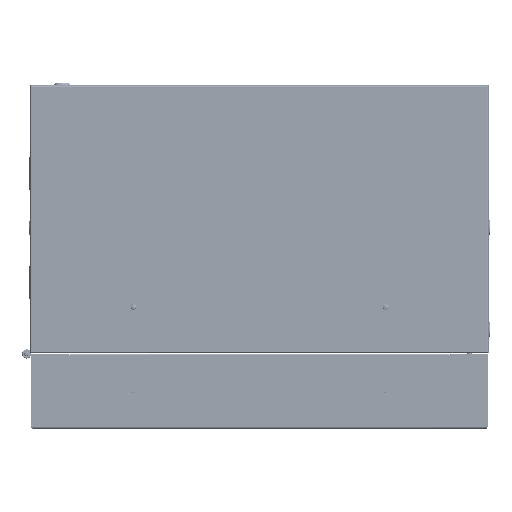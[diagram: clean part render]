
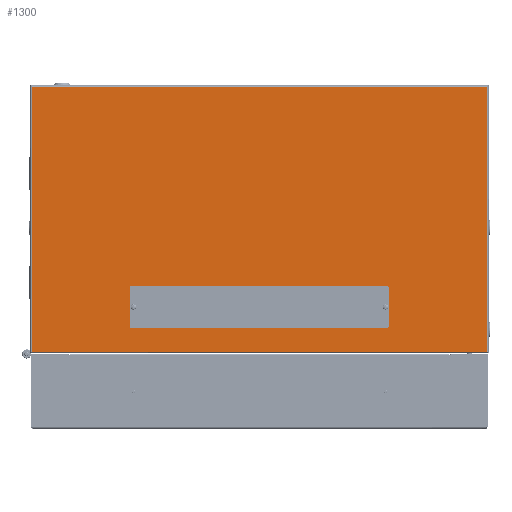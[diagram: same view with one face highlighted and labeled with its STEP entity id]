
A CAD part, front view. The second image highlights one B-rep face of the part: STEP entity #1300.
In plain terms, the highlighted face is planar.
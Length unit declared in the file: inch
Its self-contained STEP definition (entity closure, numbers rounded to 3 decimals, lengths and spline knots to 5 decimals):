
#1300 = ADVANCED_FACE ( 'NONE', ( #29674, #73311, #46745, #76787 ), #109029, .T. ) ;
#1304 = ORIENTED_EDGE ( 'NONE', *, *, #77394, .T. ) ;
#1344 = AXIS2_PLACEMENT_3D ( 'NONE', #69124, #136463, #82686 ) ;
#3162 = CARTESIAN_POINT ( 'NONE',  ( 6.29921, 7.28346, 0. ) ) ;
#5048 = ORIENTED_EDGE ( 'NONE', *, *, #128527, .T. ) ;
#6510 = LINE ( 'NONE', #30798, #48040 ) ;
#8822 = CARTESIAN_POINT ( 'NONE',  ( -11.76378, 7.28346, 3.46457 ) ) ;
#9017 = LINE ( 'NONE', #63379, #51853 ) ;
#9696 = DIRECTION ( 'NONE',  ( 0., 0., 1. ) ) ;
#9812 = LINE ( 'NONE', #53456, #123788 ) ;
#9968 = CIRCLE ( 'NONE', #46564, 0.19685 ) ;
#10823 = DIRECTION ( 'NONE',  ( 0., 0., 1. ) ) ;
#11397 = AXIS2_PLACEMENT_3D ( 'NONE', #129887, #74719, #118421 ) ;
#12659 = AXIS2_PLACEMENT_3D ( 'NONE', #110426, #46031, #65343 ) ;
#16815 = EDGE_CURVE ( 'NONE', #120604, #17324, #132539, .T. ) ;
#17324 = VERTEX_POINT ( 'NONE', #18773 ) ;
#17993 = VECTOR ( 'NONE', #120563, 39.37008 ) ;
#18773 = CARTESIAN_POINT ( 'NONE',  ( -6.29921, 7.28346, 3.26772 ) ) ;
#19184 = CIRCLE ( 'NONE', #60325, 0.19685 ) ;
#20123 = ORIENTED_EDGE ( 'NONE', *, *, #128064, .T. ) ;
#22254 = CARTESIAN_POINT ( 'NONE',  ( 6.49606, 7.28346, 2.3622 ) ) ;
#25571 = CARTESIAN_POINT ( 'NONE',  ( 6.10236, 7.28346, 3.46457 ) ) ;
#26842 = VERTEX_POINT ( 'NONE', #107068 ) ;
#29674 = FACE_BOUND ( 'NONE', #55722, .T. ) ;
#30798 = CARTESIAN_POINT ( 'NONE',  ( 11.74409, 7.28346, 0. ) ) ;
#32697 = DIRECTION ( 'NONE',  ( 0., 0., -1. ) ) ;
#32837 = LINE ( 'NONE', #57120, #55028 ) ;
#33935 = CARTESIAN_POINT ( 'NONE',  ( -11.76378, 7.28346, 13.7126 ) ) ;
#33970 = DIRECTION ( 'NONE',  ( 0., 0., 1. ) ) ;
#34854 = EDGE_CURVE ( 'NONE', #86012, #109687, #136325, .T. ) ;
#36172 = CARTESIAN_POINT ( 'NONE',  ( 6.29921, 7.28346, 1.45669 ) ) ;
#36250 = EDGE_CURVE ( 'NONE', #26842, #122480, #9017, .T. ) ;
#36747 = EDGE_CURVE ( 'NONE', #109687, #86012, #131974, .T. ) ;
#37670 = DIRECTION ( 'NONE',  ( 0., 0., 1. ) ) ;
#38370 = DIRECTION ( 'NONE',  ( 0., -1., 0. ) ) ;
#39190 = EDGE_LOOP ( 'NONE', ( #110613, #110816, #57960, #20123, #133702, #5048, #46178, #95475 ) ) ;
#40538 = ORIENTED_EDGE ( 'NONE', *, *, #44576, .T. ) ;
#42664 = EDGE_CURVE ( 'NONE', #122480, #48986, #132754, .T. ) ;
#44576 = EDGE_CURVE ( 'NONE', #48986, #132175, #6510, .T. ) ;
#46031 = DIRECTION ( 'NONE',  ( 0., 1., 0. ) ) ;
#46178 = ORIENTED_EDGE ( 'NONE', *, *, #16815, .T. ) ;
#46564 = AXIS2_PLACEMENT_3D ( 'NONE', #94166, #59834, #48440 ) ;
#46745 = FACE_BOUND ( 'NONE', #94277, .T. ) ;
#48040 = VECTOR ( 'NONE', #127501, 39.37008 ) ;
#48440 = DIRECTION ( 'NONE',  ( 0., 0., 1. ) ) ;
#48576 = ORIENTED_EDGE ( 'NONE', *, *, #122703, .T. ) ;
#48986 = VERTEX_POINT ( 'NONE', #96959 ) ;
#51853 = VECTOR ( 'NONE', #9696, 39.37008 ) ;
#52815 = VERTEX_POINT ( 'NONE', #36172 ) ;
#53456 = CARTESIAN_POINT ( 'NONE',  ( -6.29921, 7.28346, 0. ) ) ;
#53729 = VERTEX_POINT ( 'NONE', #67258 ) ;
#55028 = VECTOR ( 'NONE', #76456, 39.37008 ) ;
#55722 = EDGE_LOOP ( 'NONE', ( #74839, #60850 ) ) ;
#57120 = CARTESIAN_POINT ( 'NONE',  ( -11.76378, 7.28346, 1.25984 ) ) ;
#57841 = CARTESIAN_POINT ( 'NONE',  ( -11.74409, 7.28346, 13.7126 ) ) ;
#57960 = ORIENTED_EDGE ( 'NONE', *, *, #87446, .T. ) ;
#58123 = AXIS2_PLACEMENT_3D ( 'NONE', #68283, #70419, #79011 ) ;
#59834 = DIRECTION ( 'NONE',  ( 0., -1., 0. ) ) ;
#60325 = AXIS2_PLACEMENT_3D ( 'NONE', #79030, #99767, #33970 ) ;
#60850 = ORIENTED_EDGE ( 'NONE', *, *, #36747, .T. ) ;
#61471 = VERTEX_POINT ( 'NONE', #72224 ) ;
#61877 = CARTESIAN_POINT ( 'NONE',  ( 6.49606, 7.28346, 2.29921 ) ) ;
#62936 = VERTEX_POINT ( 'NONE', #106394 ) ;
#63183 = LINE ( 'NONE', #8822, #92879 ) ;
#63379 = CARTESIAN_POINT ( 'NONE',  ( -11.74409, 7.28346, 0. ) ) ;
#63999 = EDGE_CURVE ( 'NONE', #61471, #124377, #32837, .T. ) ;
#64689 = EDGE_CURVE ( 'NONE', #17324, #135019, #9812, .T. ) ;
#65284 = AXIS2_PLACEMENT_3D ( 'NONE', #114271, #38370, #37670 ) ;
#65343 = DIRECTION ( 'NONE',  ( 0., 0., 1. ) ) ;
#67258 = CARTESIAN_POINT ( 'NONE',  ( 6.29921, 7.28346, 3.26772 ) ) ;
#68283 = CARTESIAN_POINT ( 'NONE',  ( -6.10236, 7.28346, 1.45669 ) ) ;
#69124 = CARTESIAN_POINT ( 'NONE',  ( 6.49606, 7.28346, 2.3622 ) ) ;
#69566 = CIRCLE ( 'NONE', #122183, 0.06299 ) ;
#70419 = DIRECTION ( 'NONE',  ( 0., -1., 0. ) ) ;
#72101 = EDGE_CURVE ( 'NONE', #53729, #138870, #9968, .T. ) ;
#72125 = CARTESIAN_POINT ( 'NONE',  ( -11.76378, 7.28346, 0.06693 ) ) ;
#72224 = CARTESIAN_POINT ( 'NONE',  ( -6.10236, 7.28346, 1.25984 ) ) ;
#72823 = ORIENTED_EDGE ( 'NONE', *, *, #42664, .T. ) ;
#72833 = LINE ( 'NONE', #72125, #140284 ) ;
#73311 = FACE_BOUND ( 'NONE', #39190, .T. ) ;
#74719 = DIRECTION ( 'NONE',  ( 0., -1., 0. ) ) ;
#74839 = ORIENTED_EDGE ( 'NONE', *, *, #34854, .T. ) ;
#76456 = DIRECTION ( 'NONE',  ( 1., 0., 0. ) ) ;
#76787 = FACE_OUTER_BOUND ( 'NONE', #138589, .T. ) ;
#77394 = EDGE_CURVE ( 'NONE', #119085, #62936, #95165, .T. ) ;
#79011 = DIRECTION ( 'NONE',  ( 0., 0., 1. ) ) ;
#79030 = CARTESIAN_POINT ( 'NONE',  ( 6.10236, 7.28346, 1.45669 ) ) ;
#79748 = LINE ( 'NONE', #3162, #99677 ) ;
#81527 = CARTESIAN_POINT ( 'NONE',  ( 6.10236, 7.28346, 1.25984 ) ) ;
#82686 = DIRECTION ( 'NONE',  ( 0., 0., 1. ) ) ;
#86012 = VERTEX_POINT ( 'NONE', #108988 ) ;
#86265 = AXIS2_PLACEMENT_3D ( 'NONE', #96828, #140591, #138482 ) ;
#87372 = DIRECTION ( 'NONE',  ( 0., -1., 0. ) ) ;
#87446 = EDGE_CURVE ( 'NONE', #124377, #52815, #19184, .T. ) ;
#88422 = EDGE_CURVE ( 'NONE', #62936, #119085, #69566, .T. ) ;
#92378 = CIRCLE ( 'NONE', #58123, 0.19685 ) ;
#92879 = VECTOR ( 'NONE', #96116, 39.37008 ) ;
#94163 = CARTESIAN_POINT ( 'NONE',  ( -6.29921, 7.28346, 1.45669 ) ) ;
#94166 = CARTESIAN_POINT ( 'NONE',  ( 6.10236, 7.28346, 3.26772 ) ) ;
#94277 = EDGE_LOOP ( 'NONE', ( #123024, #1304 ) ) ;
#95165 = CIRCLE ( 'NONE', #1344, 0.06299 ) ;
#95475 = ORIENTED_EDGE ( 'NONE', *, *, #64689, .T. ) ;
#96116 = DIRECTION ( 'NONE',  ( -1., 0., 0. ) ) ;
#96828 = CARTESIAN_POINT ( 'NONE',  ( -6.49606, 7.28346, 2.3622 ) ) ;
#96959 = CARTESIAN_POINT ( 'NONE',  ( 11.74409, 7.28346, 13.7126 ) ) ;
#99677 = VECTOR ( 'NONE', #110510, 39.37008 ) ;
#99767 = DIRECTION ( 'NONE',  ( 0., -1., 0. ) ) ;
#106394 = CARTESIAN_POINT ( 'NONE',  ( 6.49606, 7.28346, 2.4252 ) ) ;
#107068 = CARTESIAN_POINT ( 'NONE',  ( -11.74409, 7.28346, 0.06693 ) ) ;
#108988 = CARTESIAN_POINT ( 'NONE',  ( -6.49606, 7.28346, 2.4252 ) ) ;
#109029 = PLANE ( 'NONE',  #12659 ) ;
#109687 = VERTEX_POINT ( 'NONE', #123311 ) ;
#110426 = CARTESIAN_POINT ( 'NONE',  ( -11.76378, 7.28346, 0. ) ) ;
#110510 = DIRECTION ( 'NONE',  ( 0., 0., 1. ) ) ;
#110613 = ORIENTED_EDGE ( 'NONE', *, *, #135320, .T. ) ;
#110816 = ORIENTED_EDGE ( 'NONE', *, *, #63999, .T. ) ;
#114271 = CARTESIAN_POINT ( 'NONE',  ( -6.49606, 7.28346, 2.3622 ) ) ;
#115822 = DIRECTION ( 'NONE',  ( -1., 0., 0. ) ) ;
#118421 = DIRECTION ( 'NONE',  ( 0., 0., 1. ) ) ;
#119085 = VERTEX_POINT ( 'NONE', #61877 ) ;
#120563 = DIRECTION ( 'NONE',  ( 1., 0., 0. ) ) ;
#120604 = VERTEX_POINT ( 'NONE', #136425 ) ;
#122183 = AXIS2_PLACEMENT_3D ( 'NONE', #22254, #87372, #10823 ) ;
#122480 = VERTEX_POINT ( 'NONE', #57841 ) ;
#122703 = EDGE_CURVE ( 'NONE', #132175, #26842, #72833, .T. ) ;
#123024 = ORIENTED_EDGE ( 'NONE', *, *, #88422, .T. ) ;
#123311 = CARTESIAN_POINT ( 'NONE',  ( -6.49606, 7.28346, 2.29921 ) ) ;
#123788 = VECTOR ( 'NONE', #32697, 39.37008 ) ;
#124377 = VERTEX_POINT ( 'NONE', #81527 ) ;
#124939 = ORIENTED_EDGE ( 'NONE', *, *, #36250, .T. ) ;
#127501 = DIRECTION ( 'NONE',  ( 0., 0., -1. ) ) ;
#127528 = CARTESIAN_POINT ( 'NONE',  ( 11.74409, 7.28346, 0.06693 ) ) ;
#128064 = EDGE_CURVE ( 'NONE', #52815, #53729, #79748, .T. ) ;
#128527 = EDGE_CURVE ( 'NONE', #138870, #120604, #63183, .T. ) ;
#129887 = CARTESIAN_POINT ( 'NONE',  ( -6.10236, 7.28346, 3.26772 ) ) ;
#131974 = CIRCLE ( 'NONE', #86265, 0.06299 ) ;
#132175 = VERTEX_POINT ( 'NONE', #127528 ) ;
#132539 = CIRCLE ( 'NONE', #11397, 0.19685 ) ;
#132754 = LINE ( 'NONE', #33935, #17993 ) ;
#133702 = ORIENTED_EDGE ( 'NONE', *, *, #72101, .T. ) ;
#135019 = VERTEX_POINT ( 'NONE', #94163 ) ;
#135320 = EDGE_CURVE ( 'NONE', #135019, #61471, #92378, .T. ) ;
#136325 = CIRCLE ( 'NONE', #65284, 0.06299 ) ;
#136425 = CARTESIAN_POINT ( 'NONE',  ( -6.10236, 7.28346, 3.46457 ) ) ;
#136463 = DIRECTION ( 'NONE',  ( 0., -1., 0. ) ) ;
#138482 = DIRECTION ( 'NONE',  ( 0., 0., 1. ) ) ;
#138589 = EDGE_LOOP ( 'NONE', ( #48576, #124939, #72823, #40538 ) ) ;
#138870 = VERTEX_POINT ( 'NONE', #25571 ) ;
#140284 = VECTOR ( 'NONE', #115822, 39.37008 ) ;
#140591 = DIRECTION ( 'NONE',  ( 0., -1., 0. ) ) ;
